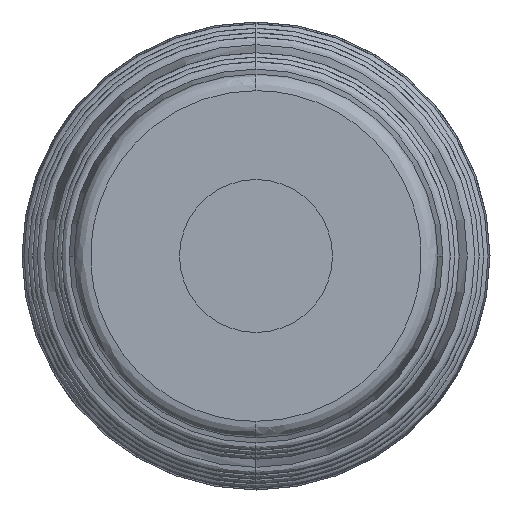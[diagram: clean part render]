
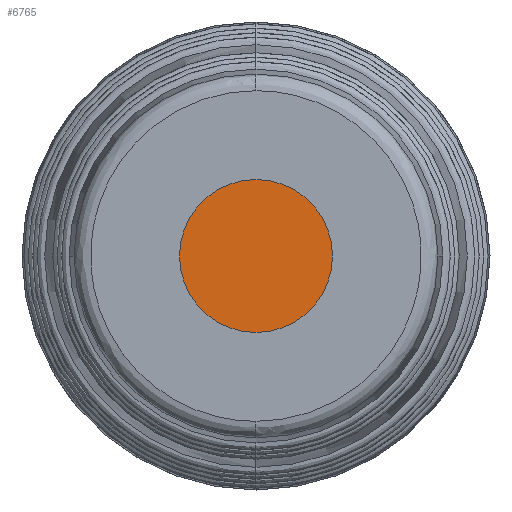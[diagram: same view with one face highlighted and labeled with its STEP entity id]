
A CAD part, front view. The second image highlights one B-rep face of the part: STEP entity #6765.
In plain terms, the highlighted planar face has unit normal (0, -1, 0).
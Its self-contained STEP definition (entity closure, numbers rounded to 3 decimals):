
#1098 = AXIS2_PLACEMENT_3D ( 'NONE', #7207, #7116, #7088 ) ;
#2081 = FACE_OUTER_BOUND ( 'NONE', #8497, .T. ) ;
#2822 = ORIENTED_EDGE ( 'NONE', *, *, #8210, .F. ) ;
#3346 = AXIS2_PLACEMENT_3D ( 'NONE', #5648, #5626, #5601 ) ;
#3363 = DIRECTION ( 'NONE',  ( 0., 0., -1. ) ) ;
#3371 = DIRECTION ( 'NONE',  ( 0., 1., 0. ) ) ;
#3372 = CARTESIAN_POINT ( 'NONE',  ( -1.27, -68.432, 0. ) ) ;
#3692 = AXIS2_PLACEMENT_3D ( 'NONE', #3372, #3371, #3363 ) ;
#4195 = VERTEX_POINT ( 'NONE', #10070 ) ;
#4203 = VERTEX_POINT ( 'NONE', #10049 ) ;
#5005 = CIRCLE ( 'NONE', #3346, 2.75 ) ;
#5288 = ORIENTED_EDGE ( 'NONE', *, *, #7150, .F. ) ;
#5601 = DIRECTION ( 'NONE',  ( 0., 0., -1. ) ) ;
#5626 = DIRECTION ( 'NONE',  ( 0., 1., 0. ) ) ;
#5648 = CARTESIAN_POINT ( 'NONE',  ( -1.27, -68.432, 0. ) ) ;
#6765 = ADVANCED_FACE ( 'NONE', ( #2081 ), #7336, .T. ) ;
#7088 = DIRECTION ( 'NONE',  ( 0., 0., 1. ) ) ;
#7116 = DIRECTION ( 'NONE',  ( 0., -1., 0. ) ) ;
#7150 = EDGE_CURVE ( 'NONE', #4195, #4203, #7732, .T. ) ;
#7207 = CARTESIAN_POINT ( 'NONE',  ( -1.27, -68.432, 0. ) ) ;
#7336 = PLANE ( 'NONE',  #1098 ) ;
#7732 = CIRCLE ( 'NONE', #3692, 2.75 ) ;
#8210 = EDGE_CURVE ( 'NONE', #4203, #4195, #5005, .T. ) ;
#8497 = EDGE_LOOP ( 'NONE', ( #2822, #5288 ) ) ;
#10049 = CARTESIAN_POINT ( 'NONE',  ( -1.27, -68.432, -2.75 ) ) ;
#10070 = CARTESIAN_POINT ( 'NONE',  ( -1.27, -68.432, 2.75 ) ) ;
